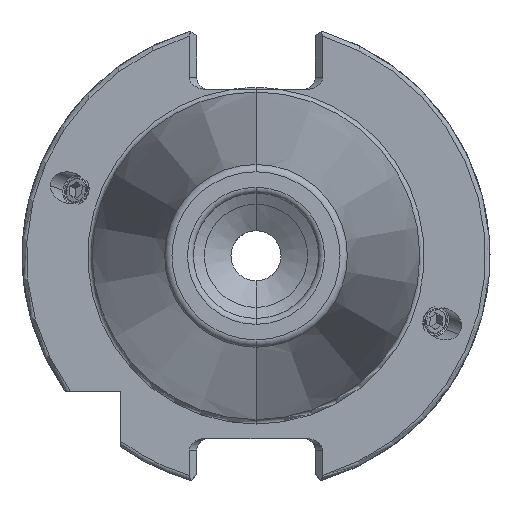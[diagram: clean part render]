
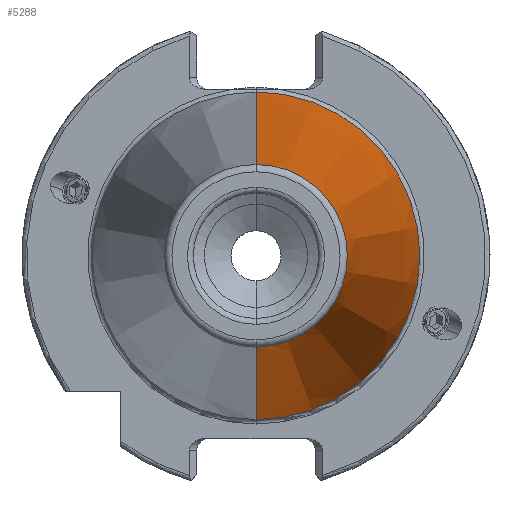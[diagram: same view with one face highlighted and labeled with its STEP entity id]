
A CAD part, left-side view. The second image highlights one B-rep face of the part: STEP entity #5288.
In plain terms, the highlighted conical face has half-angle 8.297 degrees and reference radius 22.225 mm.
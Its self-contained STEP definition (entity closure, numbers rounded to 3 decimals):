
#170 = DIRECTION ( 'NONE',  ( 0.99, 0., 0.144 ) ) ;
#228 = EDGE_CURVE ( 'NONE', #6292, #3381, #3362, .T. ) ;
#428 = DIRECTION ( 'NONE',  ( 0., 0., 1. ) ) ;
#799 = FACE_OUTER_BOUND ( 'NONE', #5344, .T. ) ;
#870 = CARTESIAN_POINT ( 'NONE',  ( 0., 0., 22.225 ) ) ;
#1676 = ORIENTED_EDGE ( 'NONE', *, *, #3032, .T. ) ;
#1806 = DIRECTION ( 'NONE',  ( -1., 0., 0. ) ) ;
#1926 = DIRECTION ( 'NONE',  ( 1., 0., 0. ) ) ;
#2891 = CONICAL_SURFACE ( 'NONE', #5812, 22.225, 0.145 ) ;
#2909 = DIRECTION ( 'NONE',  ( -1., 0., 0. ) ) ;
#3032 = EDGE_CURVE ( 'NONE', #4661, #3381, #7651, .T. ) ;
#3179 = ORIENTED_EDGE ( 'NONE', *, *, #4280, .F. ) ;
#3318 = CARTESIAN_POINT ( 'NONE',  ( 0., 0., 22.225 ) ) ;
#3362 = LINE ( 'NONE', #870, #3862 ) ;
#3381 = VERTEX_POINT ( 'NONE', #3318 ) ;
#3449 = CARTESIAN_POINT ( 'NONE',  ( -67.394, 0., -12.397 ) ) ;
#3453 = CARTESIAN_POINT ( 'NONE',  ( 0., 0., 0. ) ) ;
#3690 = AXIS2_PLACEMENT_3D ( 'NONE', #3453, #2909, #428 ) ;
#3752 = DIRECTION ( 'NONE',  ( 0., 0., 1. ) ) ;
#3862 = VECTOR ( 'NONE', #170, 1000. ) ;
#4280 = EDGE_CURVE ( 'NONE', #4708, #6292, #4631, .T. ) ;
#4561 = CARTESIAN_POINT ( 'NONE',  ( -67.394, 0., 12.397 ) ) ;
#4575 = ORIENTED_EDGE ( 'NONE', *, *, #6476, .T. ) ;
#4631 = CIRCLE ( 'NONE', #5679, 12.397 ) ;
#4661 = VERTEX_POINT ( 'NONE', #6421 ) ;
#4708 = VERTEX_POINT ( 'NONE', #3449 ) ;
#4814 = DIRECTION ( 'NONE',  ( 0.99, 0., -0.144 ) ) ;
#5117 = CARTESIAN_POINT ( 'NONE',  ( -67.394, 0., 0. ) ) ;
#5288 = ADVANCED_FACE ( 'NONE', ( #799 ), #2891, .T. ) ;
#5344 = EDGE_LOOP ( 'NONE', ( #6183, #3179, #4575, #1676 ) ) ;
#5543 = CARTESIAN_POINT ( 'NONE',  ( 0., 0., -22.225 ) ) ;
#5679 = AXIS2_PLACEMENT_3D ( 'NONE', #5117, #1806, #3752 ) ;
#5812 = AXIS2_PLACEMENT_3D ( 'NONE', #6442, #1926, #7100 ) ;
#6164 = LINE ( 'NONE', #5543, #7002 ) ;
#6183 = ORIENTED_EDGE ( 'NONE', *, *, #228, .F. ) ;
#6292 = VERTEX_POINT ( 'NONE', #4561 ) ;
#6421 = CARTESIAN_POINT ( 'NONE',  ( 0., 0., -22.225 ) ) ;
#6442 = CARTESIAN_POINT ( 'NONE',  ( 0., 0., 0. ) ) ;
#6476 = EDGE_CURVE ( 'NONE', #4708, #4661, #6164, .T. ) ;
#7002 = VECTOR ( 'NONE', #4814, 1000. ) ;
#7100 = DIRECTION ( 'NONE',  ( 0., 0., -1. ) ) ;
#7651 = CIRCLE ( 'NONE', #3690, 22.225 ) ;
